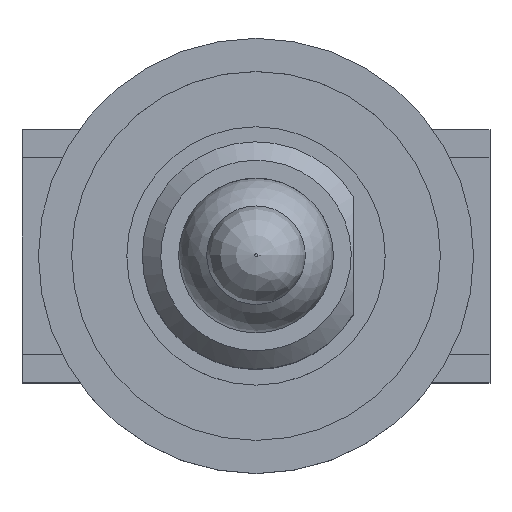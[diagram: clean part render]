
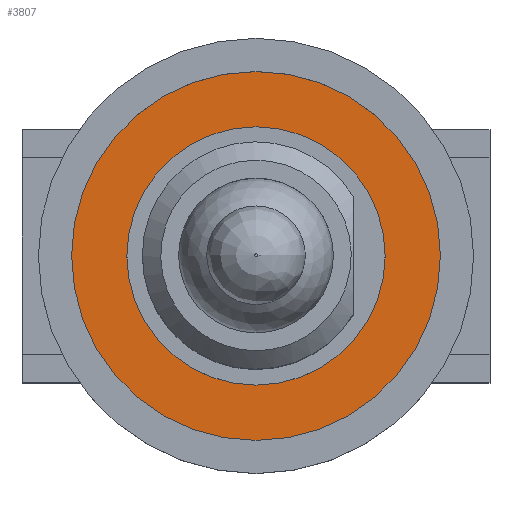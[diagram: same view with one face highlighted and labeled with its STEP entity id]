
A CAD part, top view. The second image highlights one B-rep face of the part: STEP entity #3807.
In plain terms, the highlighted planar face has unit normal (0, 0, 1).
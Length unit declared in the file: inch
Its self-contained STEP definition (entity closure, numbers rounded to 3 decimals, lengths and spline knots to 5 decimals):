
#79=FACE_BOUND('',#1364,.T.);
#214=PLANE('',#4097);
#1143=FACE_OUTER_BOUND('',#1363,.T.);
#1363=EDGE_LOOP('',(#3000));
#1364=EDGE_LOOP('',(#3001));
#1518=CIRCLE('',#4098,0.19705);
#1519=CIRCLE('',#4099,0.13799);
#1787=VERTEX_POINT('',#6066);
#1788=VERTEX_POINT('',#6068);
#2216=EDGE_CURVE('',#1787,#1787,#1518,.T.);
#2217=EDGE_CURVE('',#1788,#1788,#1519,.T.);
#3000=ORIENTED_EDGE('',*,*,#2216,.T.);
#3001=ORIENTED_EDGE('',*,*,#2217,.F.);
#3807=ADVANCED_FACE('',(#1143,#79),#214,.F.);
#4097=AXIS2_PLACEMENT_3D('',#6065,#4868,#4869);
#4098=AXIS2_PLACEMENT_3D('',#6067,#4870,#4871);
#4099=AXIS2_PLACEMENT_3D('',#6069,#4872,#4873);
#4868=DIRECTION('center_axis',(0.,0.,
-1.));
#4869=DIRECTION('ref_axis',(1.,0.,0.));
#4870=DIRECTION('center_axis',(0.,0.,
1.));
#4871=DIRECTION('ref_axis',(1.,0.,0.));
#4872=DIRECTION('center_axis',(0.,0.,
1.));
#4873=DIRECTION('ref_axis',(1.,0.,0.));
#6065=CARTESIAN_POINT('Origin',(0.,0.,
0.39921));
#6066=CARTESIAN_POINT('',(-0.19705,0.,0.39921));
#6067=CARTESIAN_POINT('Origin',(0.,0.,
0.39921));
#6068=CARTESIAN_POINT('',(-0.13799,0.,0.39921));
#6069=CARTESIAN_POINT('Origin',(0.,0.,
0.39921));
